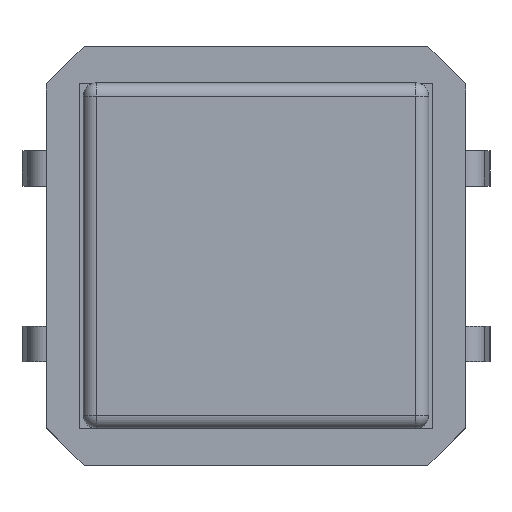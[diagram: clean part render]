
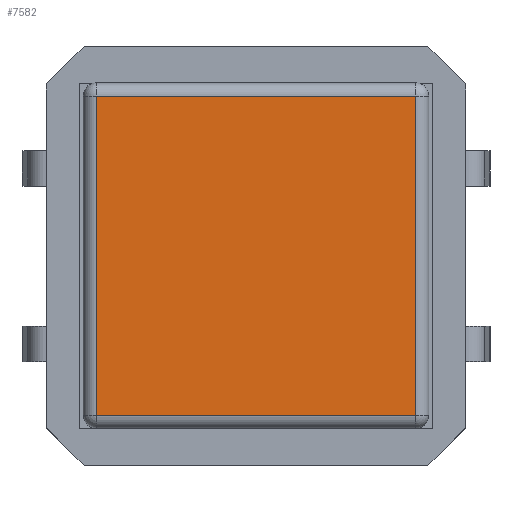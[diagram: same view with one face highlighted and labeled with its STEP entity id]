
A CAD part, top view. The second image highlights one B-rep face of the part: STEP entity #7582.
In plain terms, the highlighted planar face has unit normal (0, 0, 1).
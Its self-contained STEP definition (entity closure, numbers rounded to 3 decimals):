
#817=LINE('',#12998,#1269);
#818=LINE('',#13001,#1270);
#819=LINE('',#13003,#1271);
#820=LINE('',#13005,#1272);
#1269=VECTOR('',#9116,1000.);
#1270=VECTOR('',#9117,1000.);
#1271=VECTOR('',#9118,1000.);
#1272=VECTOR('',#9119,1000.);
#2701=ORIENTED_EDGE('',*,*,#3666,.T.);
#2702=ORIENTED_EDGE('',*,*,#3667,.T.);
#2703=ORIENTED_EDGE('',*,*,#3668,.T.);
#2704=ORIENTED_EDGE('',*,*,#3669,.T.);
#3666=EDGE_CURVE('',#4245,#4246,#817,.F.);
#3667=EDGE_CURVE('',#4246,#4247,#818,.F.);
#3668=EDGE_CURVE('',#4247,#4248,#819,.F.);
#3669=EDGE_CURVE('',#4248,#4245,#820,.F.);
#4245=VERTEX_POINT('',#12999);
#4246=VERTEX_POINT('',#13000);
#4247=VERTEX_POINT('',#13002);
#4248=VERTEX_POINT('',#13004);
#4685=EDGE_LOOP('',(#2701,#2702,#2703,#2704));
#5075=FACE_BOUND('',#4685,.T.);
#5340=PLANE('',#7992);
#7582=ADVANCED_FACE('',(#5075),#5340,.F.);
#7992=AXIS2_PLACEMENT_3D('',#12997,#9114,#9115);
#9114=DIRECTION('',(0.,0.,-1.));
#9115=DIRECTION('',(-1.,0.,0.));
#9116=DIRECTION('',(0.,-1.,0.));
#9117=DIRECTION('',(1.,0.,0.));
#9118=DIRECTION('',(0.,1.,0.));
#9119=DIRECTION('',(-1.,0.,0.));
#12997=CARTESIAN_POINT('',(0.,0.,8.915));
#12998=CARTESIAN_POINT('',(4.573,0.,8.915));
#12999=CARTESIAN_POINT('',(4.573,-4.573,8.915));
#13000=CARTESIAN_POINT('',(4.573,4.573,8.915));
#13001=CARTESIAN_POINT('',(0.,4.573,8.915));
#13002=CARTESIAN_POINT('',(-4.573,4.573,8.915));
#13003=CARTESIAN_POINT('',(-4.573,0.,8.915));
#13004=CARTESIAN_POINT('',(-4.573,-4.573,8.915));
#13005=CARTESIAN_POINT('',(0.,-4.573,8.915));
